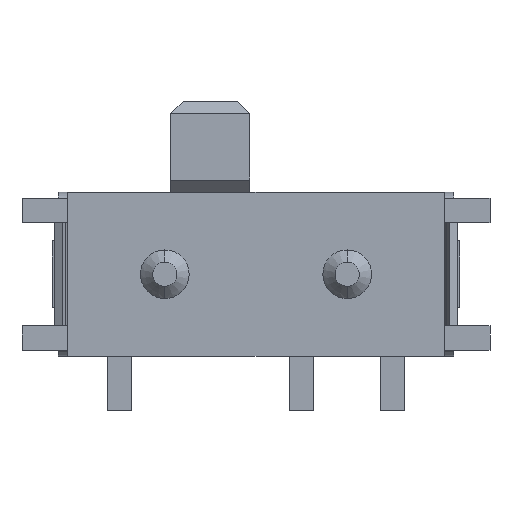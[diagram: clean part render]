
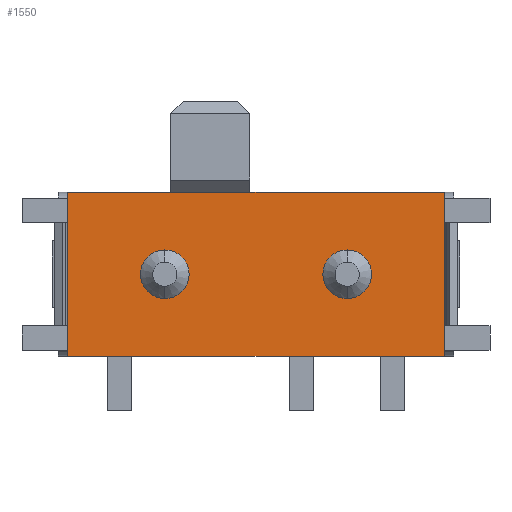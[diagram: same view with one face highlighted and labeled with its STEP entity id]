
A CAD part, front view. The second image highlights one B-rep face of the part: STEP entity #1550.
In plain terms, the highlighted planar face has unit normal (0, -1, 0).
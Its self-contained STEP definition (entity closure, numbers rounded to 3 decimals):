
#122 = CARTESIAN_POINT ( 'NONE',  ( -1.5, 0., -0.4 ) ) ;
#163 = CARTESIAN_POINT ( 'NONE',  ( 1.5, 0., 0.4 ) ) ;
#164 = DIRECTION ( 'NONE',  ( 0., 0., 1. ) ) ;
#248 = FACE_OUTER_BOUND ( 'NONE', #7187, .T. ) ;
#355 = EDGE_CURVE ( 'NONE', #7013, #7109, #455, .T. ) ;
#430 = CARTESIAN_POINT ( 'NONE',  ( -3.1, 0., -4.712 ) ) ;
#455 = CIRCLE ( 'NONE', #617, 0.4 ) ;
#518 = DIRECTION ( 'NONE',  ( -1., 0., 0. ) ) ;
#617 = AXIS2_PLACEMENT_3D ( 'NONE', #4518, #1194, #2307 ) ;
#800 = VERTEX_POINT ( 'NONE', #3394 ) ;
#812 = ORIENTED_EDGE ( 'NONE', *, *, #1464, .F. ) ;
#990 = DIRECTION ( 'NONE',  ( 0., 0., -1. ) ) ;
#1145 = EDGE_CURVE ( 'NONE', #3250, #3231, #6144, .T. ) ;
#1174 = CIRCLE ( 'NONE', #4542, 0.4 ) ;
#1194 = DIRECTION ( 'NONE',  ( 0., -1., 0. ) ) ;
#1197 = VECTOR ( 'NONE', #6977, 1000. ) ;
#1321 = AXIS2_PLACEMENT_3D ( 'NONE', #430, #3756, #990 ) ;
#1360 = ORIENTED_EDGE ( 'NONE', *, *, #4551, .F. ) ;
#1426 = DIRECTION ( 'NONE',  ( 0., -1., 0. ) ) ;
#1464 = EDGE_CURVE ( 'NONE', #800, #3231, #2227, .T. ) ;
#1550 = ADVANCED_FACE ( 'NONE', ( #6680, #1728, #248 ), #3167, .T. ) ;
#1712 = DIRECTION ( 'NONE',  ( 0., 0., -1. ) ) ;
#1728 = FACE_BOUND ( 'NONE', #6730, .T. ) ;
#2227 = LINE ( 'NONE', #4268, #3899 ) ;
#2260 = ORIENTED_EDGE ( 'NONE', *, *, #1145, .T. ) ;
#2279 = DIRECTION ( 'NONE',  ( 0., -1., 0. ) ) ;
#2307 = DIRECTION ( 'NONE',  ( 0., 0., 1. ) ) ;
#2310 = VECTOR ( 'NONE', #518, 1000. ) ;
#2416 = EDGE_CURVE ( 'NONE', #7109, #7013, #1174, .T. ) ;
#2456 = EDGE_LOOP ( 'NONE', ( #4142, #6444 ) ) ;
#2495 = VECTOR ( 'NONE', #164, 1000. ) ;
#2521 = CARTESIAN_POINT ( 'NONE',  ( 1.5, 0., 0. ) ) ;
#2908 = CARTESIAN_POINT ( 'NONE',  ( 3.1, 0., -4.712 ) ) ;
#3123 = CIRCLE ( 'NONE', #4866, 0.4 ) ;
#3167 = PLANE ( 'NONE',  #1321 ) ;
#3231 = VERTEX_POINT ( 'NONE', #6802 ) ;
#3250 = VERTEX_POINT ( 'NONE', #6942 ) ;
#3284 = VERTEX_POINT ( 'NONE', #5558 ) ;
#3394 = CARTESIAN_POINT ( 'NONE',  ( -3.1, 0., -1.35 ) ) ;
#3719 = DIRECTION ( 'NONE',  ( 0., 0., 1. ) ) ;
#3756 = DIRECTION ( 'NONE',  ( 0., -1., 0. ) ) ;
#3795 = LINE ( 'NONE', #7174, #2310 ) ;
#3899 = VECTOR ( 'NONE', #3719, 1000. ) ;
#3985 = EDGE_CURVE ( 'NONE', #3284, #5924, #3123, .T. ) ;
#4107 = ORIENTED_EDGE ( 'NONE', *, *, #5981, .T. ) ;
#4132 = CARTESIAN_POINT ( 'NONE',  ( -1.5, 0., 0. ) ) ;
#4142 = ORIENTED_EDGE ( 'NONE', *, *, #355, .F. ) ;
#4165 = CARTESIAN_POINT ( 'NONE',  ( -3.1, 0., 1.35 ) ) ;
#4200 = DIRECTION ( 'NONE',  ( 0., -1., 0. ) ) ;
#4201 = VERTEX_POINT ( 'NONE', #5333 ) ;
#4268 = CARTESIAN_POINT ( 'NONE',  ( -3.1, 0., -4.712 ) ) ;
#4518 = CARTESIAN_POINT ( 'NONE',  ( 1.5, 0., 0. ) ) ;
#4542 = AXIS2_PLACEMENT_3D ( 'NONE', #2521, #4200, #5881 ) ;
#4551 = EDGE_CURVE ( 'NONE', #5924, #3284, #6690, .T. ) ;
#4706 = DIRECTION ( 'NONE',  ( 0., 0., -1. ) ) ;
#4821 = AXIS2_PLACEMENT_3D ( 'NONE', #6718, #2279, #1712 ) ;
#4846 = LINE ( 'NONE', #2908, #2495 ) ;
#4866 = AXIS2_PLACEMENT_3D ( 'NONE', #4132, #1426, #4706 ) ;
#5333 = CARTESIAN_POINT ( 'NONE',  ( 3.1, 0., -1.35 ) ) ;
#5558 = CARTESIAN_POINT ( 'NONE',  ( -1.5, 0., 0.4 ) ) ;
#5650 = EDGE_CURVE ( 'NONE', #4201, #800, #3795, .T. ) ;
#5881 = DIRECTION ( 'NONE',  ( 0., 0., 1. ) ) ;
#5924 = VERTEX_POINT ( 'NONE', #122 ) ;
#5981 = EDGE_CURVE ( 'NONE', #4201, #3250, #4846, .T. ) ;
#6144 = LINE ( 'NONE', #4165, #1197 ) ;
#6444 = ORIENTED_EDGE ( 'NONE', *, *, #2416, .F. ) ;
#6454 = ORIENTED_EDGE ( 'NONE', *, *, #3985, .F. ) ;
#6680 = FACE_BOUND ( 'NONE', #2456, .T. ) ;
#6690 = CIRCLE ( 'NONE', #4821, 0.4 ) ;
#6718 = CARTESIAN_POINT ( 'NONE',  ( -1.5, 0., 0. ) ) ;
#6730 = EDGE_LOOP ( 'NONE', ( #6454, #1360 ) ) ;
#6802 = CARTESIAN_POINT ( 'NONE',  ( -3.1, 0., 1.35 ) ) ;
#6900 = ORIENTED_EDGE ( 'NONE', *, *, #5650, .F. ) ;
#6942 = CARTESIAN_POINT ( 'NONE',  ( 3.1, 0., 1.35 ) ) ;
#6977 = DIRECTION ( 'NONE',  ( -1., 0., 0. ) ) ;
#6989 = CARTESIAN_POINT ( 'NONE',  ( 1.5, 0., -0.4 ) ) ;
#7013 = VERTEX_POINT ( 'NONE', #163 ) ;
#7109 = VERTEX_POINT ( 'NONE', #6989 ) ;
#7174 = CARTESIAN_POINT ( 'NONE',  ( -3.1, 0., -1.35 ) ) ;
#7187 = EDGE_LOOP ( 'NONE', ( #6900, #4107, #2260, #812 ) ) ;
